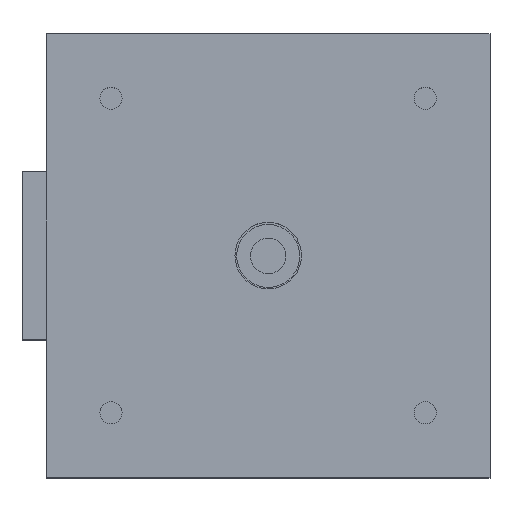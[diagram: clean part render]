
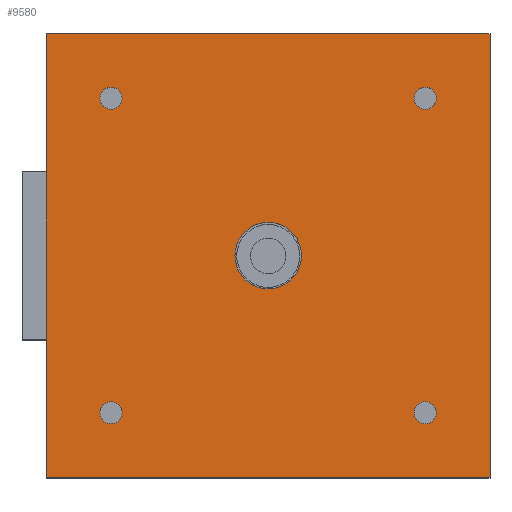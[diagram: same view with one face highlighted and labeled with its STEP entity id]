
A CAD part, top view. The second image highlights one B-rep face of the part: STEP entity #9580.
In plain terms, the highlighted planar face has unit normal (0, 0, 1).
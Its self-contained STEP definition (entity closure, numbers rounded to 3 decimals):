
#730=FACE_BOUND('',#2375,.T.);
#731=FACE_BOUND('',#2376,.T.);
#732=FACE_BOUND('',#2377,.T.);
#733=FACE_BOUND('',#2378,.T.);
#734=FACE_BOUND('',#2379,.T.);
#1095=PLANE('',#11203);
#1629=FACE_OUTER_BOUND('',#2374,.T.);
#2374=EDGE_LOOP('',(#8747,#8748,#8749,#8750));
#2375=EDGE_LOOP('',(#8751));
#2376=EDGE_LOOP('',(#8752));
#2377=EDGE_LOOP('',(#8753));
#2378=EDGE_LOOP('',(#8754));
#2379=EDGE_LOOP('',(#8755));
#3177=LINE('',#16944,#3991);
#3199=LINE('',#16987,#4013);
#3201=LINE('',#16990,#4015);
#3203=LINE('',#16995,#4017);
#3991=VECTOR('',#13886,10.);
#4013=VECTOR('',#13922,10.);
#4015=VECTOR('',#13926,10.);
#4017=VECTOR('',#13934,10.);
#4366=CIRCLE('',#11175,7.5);
#4368=CIRCLE('',#11178,2.5);
#4370=CIRCLE('',#11181,2.5);
#4372=CIRCLE('',#11184,2.5);
#4374=CIRCLE('',#11187,2.5);
#5143=VERTEX_POINT('',#16905);
#5145=VERTEX_POINT('',#16911);
#5147=VERTEX_POINT('',#16917);
#5149=VERTEX_POINT('',#16923);
#5151=VERTEX_POINT('',#16929);
#5153=VERTEX_POINT('',#16941);
#5154=VERTEX_POINT('',#16943);
#5167=VERTEX_POINT('',#16984);
#5168=VERTEX_POINT('',#16986);
#6326=EDGE_CURVE('',#5143,#5143,#4366,.T.);
#6329=EDGE_CURVE('',#5145,#5145,#4368,.T.);
#6332=EDGE_CURVE('',#5147,#5147,#4370,.T.);
#6335=EDGE_CURVE('',#5149,#5149,#4372,.T.);
#6338=EDGE_CURVE('',#5151,#5151,#4374,.T.);
#6346=EDGE_CURVE('',#5154,#5153,#3177,.T.);
#6368=EDGE_CURVE('',#5168,#5167,#3199,.T.);
#6370=EDGE_CURVE('',#5167,#5154,#3201,.T.);
#6372=EDGE_CURVE('',#5153,#5168,#3203,.T.);
#8747=ORIENTED_EDGE('',*,*,#6372,.T.);
#8748=ORIENTED_EDGE('',*,*,#6368,.T.);
#8749=ORIENTED_EDGE('',*,*,#6370,.T.);
#8750=ORIENTED_EDGE('',*,*,#6346,.T.);
#8751=ORIENTED_EDGE('',*,*,#6326,.T.);
#8752=ORIENTED_EDGE('',*,*,#6329,.T.);
#8753=ORIENTED_EDGE('',*,*,#6332,.T.);
#8754=ORIENTED_EDGE('',*,*,#6335,.T.);
#8755=ORIENTED_EDGE('',*,*,#6338,.T.);
#9580=ADVANCED_FACE('',(#1629,#730,#731,#732,#733,#734),#1095,.T.);
#11175=AXIS2_PLACEMENT_3D('',#16906,#13842,#13843);
#11178=AXIS2_PLACEMENT_3D('',#16912,#13849,#13850);
#11181=AXIS2_PLACEMENT_3D('',#16918,#13856,#13857);
#11184=AXIS2_PLACEMENT_3D('',#16924,#13863,#13864);
#11187=AXIS2_PLACEMENT_3D('',#16930,#13870,#13871);
#11203=AXIS2_PLACEMENT_3D('',#16996,#13935,#13936);
#13842=DIRECTION('center_axis',(0.,0.,-1.));
#13843=DIRECTION('ref_axis',(-1.,0.,0.));
#13849=DIRECTION('center_axis',(0.,0.,-1.));
#13850=DIRECTION('ref_axis',(-1.,0.,0.));
#13856=DIRECTION('center_axis',(0.,0.,-1.));
#13857=DIRECTION('ref_axis',(-1.,0.,0.));
#13863=DIRECTION('center_axis',(0.,0.,-1.));
#13864=DIRECTION('ref_axis',(-1.,0.,0.));
#13870=DIRECTION('center_axis',(0.,0.,-1.));
#13871=DIRECTION('ref_axis',(-1.,0.,0.));
#13886=DIRECTION('',(0.,-1.,0.));
#13922=DIRECTION('',(0.,1.,0.));
#13926=DIRECTION('',(-1.,0.,0.));
#13934=DIRECTION('',(1.,0.,0.));
#13935=DIRECTION('center_axis',(0.,0.,1.));
#13936=DIRECTION('ref_axis',(-1.,0.,0.));
#16905=CARTESIAN_POINT('',(7.5,0.,117.));
#16906=CARTESIAN_POINT('Origin',(0.,0.,117.));
#16911=CARTESIAN_POINT('',(37.929,35.429,117.));
#16912=CARTESIAN_POINT('Origin',(35.429,35.429,117.));
#16917=CARTESIAN_POINT('',(37.929,-35.429,117.));
#16918=CARTESIAN_POINT('Origin',(35.429,-35.429,117.));
#16923=CARTESIAN_POINT('',(-32.929,35.429,117.));
#16924=CARTESIAN_POINT('Origin',(-35.429,35.429,117.));
#16929=CARTESIAN_POINT('',(-32.929,-35.429,117.));
#16930=CARTESIAN_POINT('Origin',(-35.429,-35.429,117.));
#16941=CARTESIAN_POINT('',(-50.,-50.,117.));
#16943=CARTESIAN_POINT('',(-50.,50.,117.));
#16944=CARTESIAN_POINT('',(-50.,50.,117.));
#16984=CARTESIAN_POINT('',(50.,50.,117.));
#16986=CARTESIAN_POINT('',(50.,-50.,117.));
#16987=CARTESIAN_POINT('',(50.,-50.,117.));
#16990=CARTESIAN_POINT('',(50.,50.,117.));
#16995=CARTESIAN_POINT('',(-50.,-50.,117.));
#16996=CARTESIAN_POINT('Origin',(0.,0.,117.));
